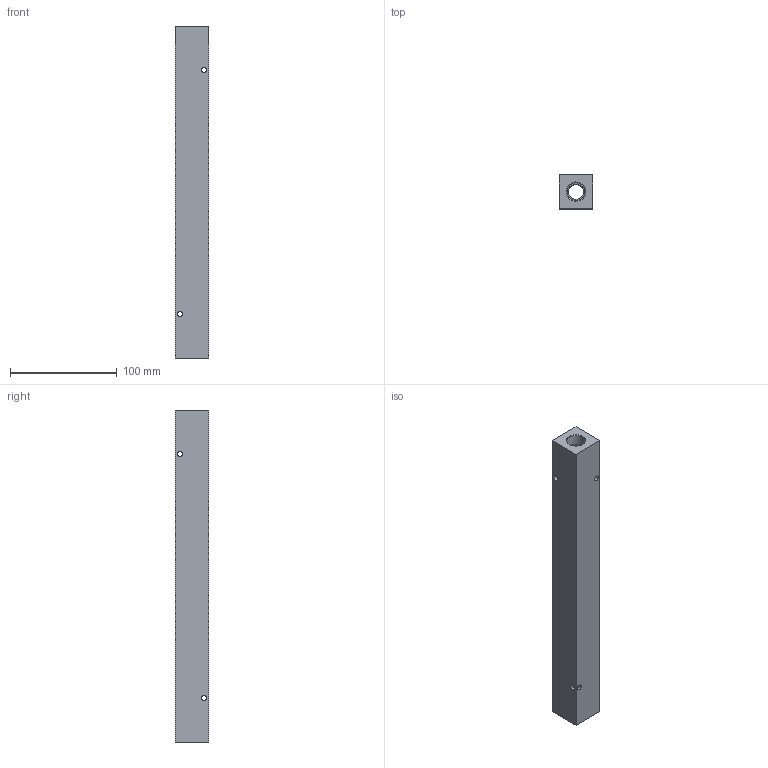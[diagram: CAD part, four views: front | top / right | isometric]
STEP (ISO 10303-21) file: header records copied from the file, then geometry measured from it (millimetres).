
FILE_DESCRIPTION (( 'STEP AP203' ), '1' );
FILE_NAME ('MRA-8DC-W.step', '2015-12-02T21:10:42', ( '' ), ( '' ), 'SwSTEP 2.0', 'SolidWorks 2015', '' );
FILE_SCHEMA (( 'CONFIG_CONTROL_DESIGN' ));
Length unit declared in the file: inch
Products named in the file (1): MRA-8DC-W
Bounding box: 31.75 x 31.75 x 311.15 mm (x, y, z)
Volume: 249336.9 mm3; surface area: 58160 mm2
Topology: 1 solids, 1 shells, 98 faces, 262 edges, 164 vertices
Faces by surface type: cone 40, cylinder 34, plane 24
Entity records: 3873 total; most frequent: CARTESIAN_POINT 1357, ORIENTED_EDGE 524, DIRECTION 492, EDGE_CURVE 262, AXIS2_PLACEMENT_3D 195, VERTEX_POINT 164, EDGE_LOOP 126, VECTOR 102
